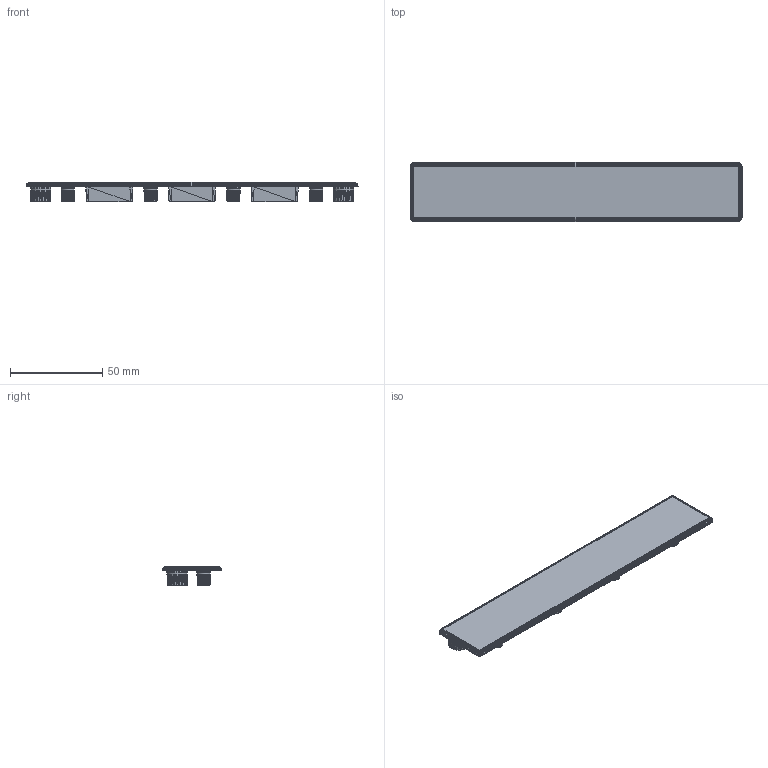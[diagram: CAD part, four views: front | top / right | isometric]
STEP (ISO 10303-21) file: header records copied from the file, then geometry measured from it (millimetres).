
FILE_DESCRIPTION(/* description */ (''),/* implementation_level */ '2;1');
FILE_NAME(/* name */ '60-180-0.step',/* time_stamp */ '2022-09-28T15:04:20-04:00',/* author */ (''),/* organization */ (''),/* preprocessor_version */ 'ST-DEVELOPER v19',/* originating_system */ 'Autodesk Translation Framework v11.7.0.108',/* authorisation */ '');
FILE_SCHEMA (('AUTOMOTIVE_DESIGN { 1 0 10303 214 3 1 1 }'));
Products named in the file (1): Working
Bounding box: 180 x 32 x 10.5 mm (x, y, z)
Volume: 16623.7 mm3; surface area: 15981.3 mm2
Topology: 1 solids, 1 shells, 8411 faces, 12620 edges, 4211 vertices
Faces by surface type: plane 8411
Entity records: 164091 total; most frequent: DIRECTION 29444, CARTESIAN_POINT 25243, ORIENTED_EDGE 25240, LINE 12620, VECTOR 12620, EDGE_CURVE 12620, AXIS2_PLACEMENT_3D 8412, FACE_OUTER_BOUND 8411
